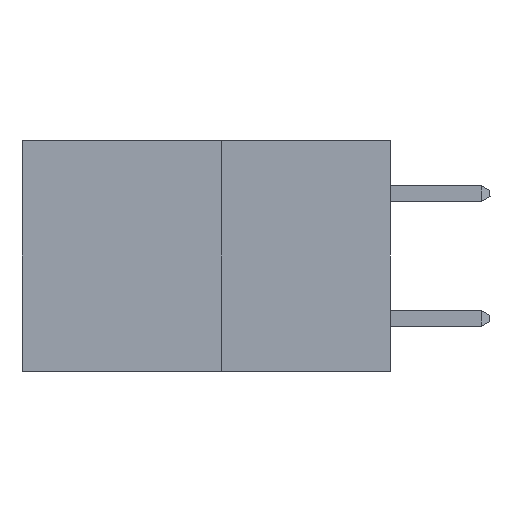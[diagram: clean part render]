
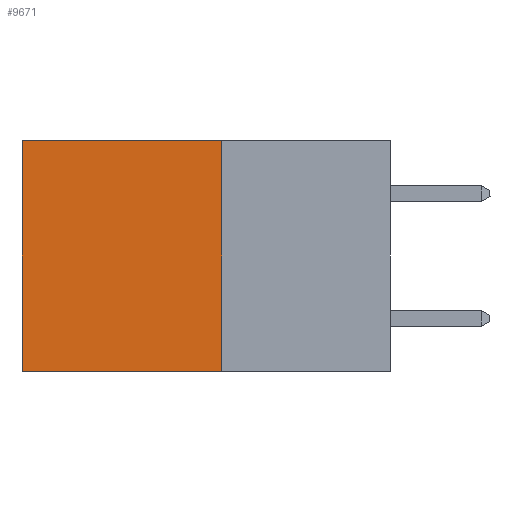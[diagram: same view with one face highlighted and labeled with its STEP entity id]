
A CAD part, left-side view. The second image highlights one B-rep face of the part: STEP entity #9671.
In plain terms, the highlighted planar face has unit normal (-1, 0, 0).
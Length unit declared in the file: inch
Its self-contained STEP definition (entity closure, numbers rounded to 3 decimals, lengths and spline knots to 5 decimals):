
#197 = ORIENTED_EDGE ( 'NONE', *, *, #6539, .T. ) ;
#267 = DIRECTION ( 'NONE',  ( 0., 0., -1. ) ) ;
#454 = DIRECTION ( 'NONE',  ( 1., 0., 0. ) ) ;
#577 = CARTESIAN_POINT ( 'NONE',  ( 0.277, 0.27, -0.37 ) ) ;
#640 = PLANE ( 'NONE',  #4632 ) ;
#1067 = VERTEX_POINT ( 'NONE', #3613 ) ;
#1681 = VERTEX_POINT ( 'NONE', #18211 ) ;
#3613 = CARTESIAN_POINT ( 'NONE',  ( 0.277, 0.59, 0. ) ) ;
#3955 = EDGE_CURVE ( 'NONE', #12901, #5990, #7863, .T. ) ;
#4430 = DIRECTION ( 'NONE',  ( 0., 0., -1. ) ) ;
#4632 = AXIS2_PLACEMENT_3D ( 'NONE', #577, #454, #267 ) ;
#5007 = ORIENTED_EDGE ( 'NONE', *, *, #3955, .F. ) ;
#5833 = VECTOR ( 'NONE', #4430, 39.37008 ) ;
#5990 = VERTEX_POINT ( 'NONE', #17550 ) ;
#6539 = EDGE_CURVE ( 'NONE', #1681, #1067, #19829, .T. ) ;
#6826 = LINE ( 'NONE', #16251, #14736 ) ;
#6899 = EDGE_LOOP ( 'NONE', ( #16463, #5007, #14792, #197 ) ) ;
#7460 = DIRECTION ( 'NONE',  ( 0., 1., 0. ) ) ;
#7863 = LINE ( 'NONE', #12011, #15715 ) ;
#7931 = CARTESIAN_POINT ( 'NONE',  ( 0.277, 0.27, 0. ) ) ;
#8454 = DIRECTION ( 'NONE',  ( 0., 0., -1. ) ) ;
#9671 = ADVANCED_FACE ( 'NONE', ( #13542 ), #640, .F. ) ;
#11156 = VECTOR ( 'NONE', #7460, 39.37008 ) ;
#11610 = DIRECTION ( 'NONE',  ( 0., 1., 0. ) ) ;
#12011 = CARTESIAN_POINT ( 'NONE',  ( 0.277, 0.27, -0.37 ) ) ;
#12290 = CARTESIAN_POINT ( 'NONE',  ( 0.277, 0.27, -0.37 ) ) ;
#12901 = VERTEX_POINT ( 'NONE', #12290 ) ;
#13542 = FACE_OUTER_BOUND ( 'NONE', #6899, .T. ) ;
#13766 = LINE ( 'NONE', #13976, #5833 ) ;
#13976 = CARTESIAN_POINT ( 'NONE',  ( 0.277, 0.27, -0.37 ) ) ;
#14736 = VECTOR ( 'NONE', #8454, 39.37008 ) ;
#14792 = ORIENTED_EDGE ( 'NONE', *, *, #16538, .F. ) ;
#15715 = VECTOR ( 'NONE', #11610, 39.37008 ) ;
#16251 = CARTESIAN_POINT ( 'NONE',  ( 0.277, 0.59, -0.37 ) ) ;
#16463 = ORIENTED_EDGE ( 'NONE', *, *, #16910, .T. ) ;
#16538 = EDGE_CURVE ( 'NONE', #1681, #12901, #13766, .T. ) ;
#16910 = EDGE_CURVE ( 'NONE', #1067, #5990, #6826, .T. ) ;
#17550 = CARTESIAN_POINT ( 'NONE',  ( 0.277, 0.59, -0.37 ) ) ;
#18211 = CARTESIAN_POINT ( 'NONE',  ( 0.277, 0.27, 0. ) ) ;
#19829 = LINE ( 'NONE', #7931, #11156 ) ;
